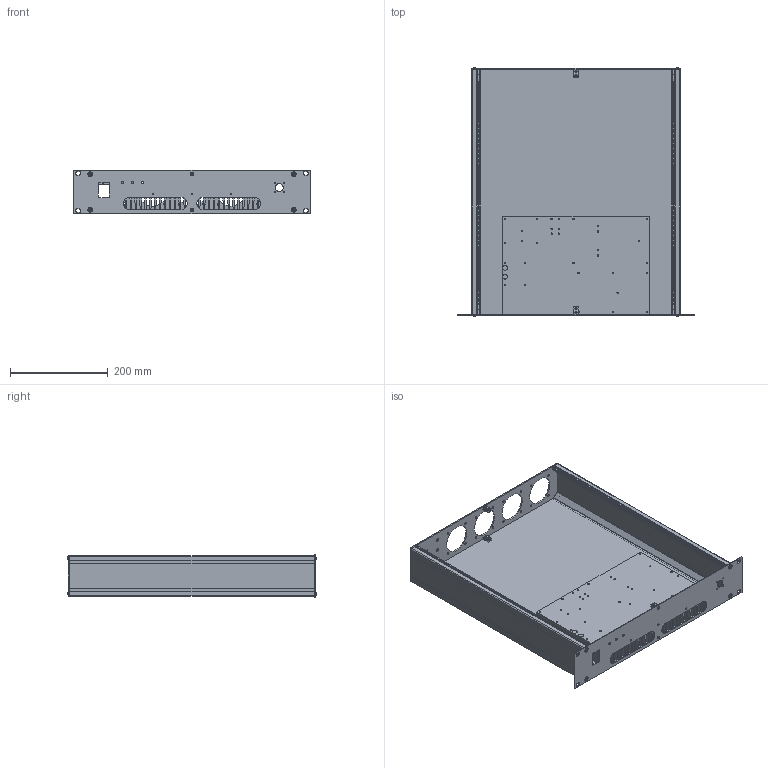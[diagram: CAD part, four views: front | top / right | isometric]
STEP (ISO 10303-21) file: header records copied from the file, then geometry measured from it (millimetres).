
FILE_DESCRIPTION(/* description */ ('','CAx-IF Rec.Pracs.---Representation and Presentation of Product Manufacturing Information (PMI)---4.0---2014-10-13'),/* implementation_level */ '2;1');
FILE_NAME(/* name */ 'Amplifier Housing and Heatsink.step',/* time_stamp */ '2025-02-12T09:32:24+01:00',/* author */ (''),/* organization */ (''),/* preprocessor_version */ 'ST-DEVELOPER v20',/* originating_system */ 'Autodesk Translation Framework v13.20.0.188',/* authorisation */ '');
FILE_SCHEMA (('AP242_MANAGED_MODEL_BASED_3D_ENGINEERING_MIM_LF { 1 0 10303 442 1 1 4 }'));
Length unit declared in the file: millimetre
Products named in the file (2): 19inch_500mm_HPA; Heat_Sink
Assembly tree (1 placements, depth 2):
  19inch_500mm_HPA
    Heat_Sink
Bounding box: 483 x 508.2 x 88.1 mm (x, y, z)
Volume: 2177922.4 mm3; surface area: 1351049.9 mm2
Topology: 24 solids, 48 shells, 971 faces, 2503 edges, 1603 vertices
Faces by surface type: cylinder 455, plane 400, cone 100, bspline 8, torus 8
Full cylindrical faces by diameter (mm): 2.529 x215, 3.2 x12, 3.3 x3, 4.234 x40, 4.3 x16, 5 x11, 5.2 x8, 5.3 x4, 6.5 x3, 9.5 x8, 16 x1, 58 x4
Entity records: 30648 total; most frequent: CARTESIAN_POINT 5352, DIRECTION 5327, ORIENTED_EDGE 4920, EDGE_CURVE 2460, AXIS2_PLACEMENT_3D 1990, VERTEX_POINT 1599, EDGE_LOOP 1527, LINE 1347
